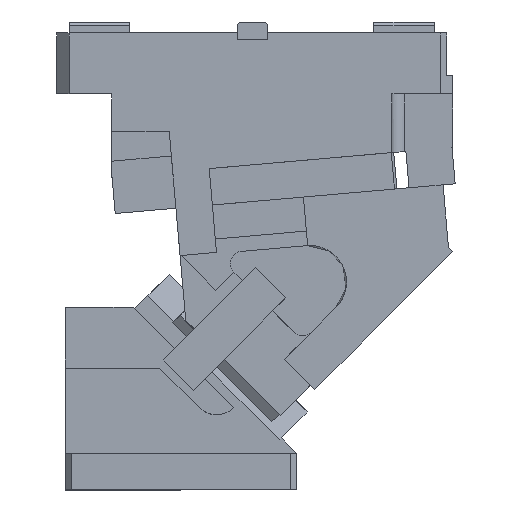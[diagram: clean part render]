
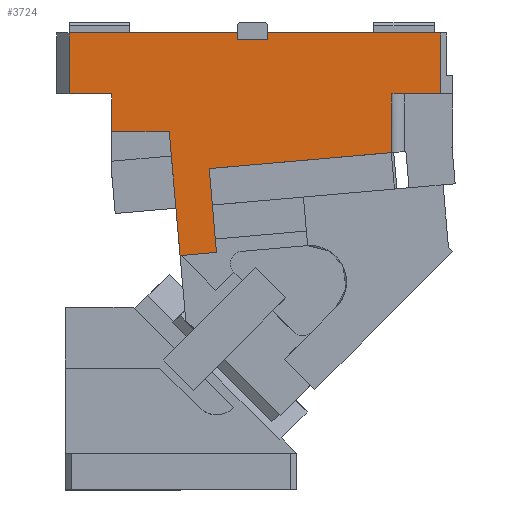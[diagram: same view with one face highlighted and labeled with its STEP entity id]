
A CAD part, front view. The second image highlights one B-rep face of the part: STEP entity #3724.
In plain terms, the highlighted planar face has unit normal (0, -1, 0).
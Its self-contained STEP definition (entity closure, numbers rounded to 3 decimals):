
#2861=CARTESIAN_POINT('Vertex',(38.,-150.,325.)) ;
#2864=CARTESIAN_POINT('Line Origine',(20.5,-150.,325.)) ;
#2868=CARTESIAN_POINT('Vertex',(3.,-150.,325.)) ;
#3082=CARTESIAN_POINT('Vertex',(3.,-150.,375.)) ;
#3085=CARTESIAN_POINT('Line Origine',(72.021,-150.,375.)) ;
#3089=CARTESIAN_POINT('Vertex',(141.042,-150.,375.)) ;
#3579=CARTESIAN_POINT('Vertex',(38.,-150.,294.)) ;
#3582=CARTESIAN_POINT('Line Origine',(38.,-150.,309.5)) ;
#3606=CARTESIAN_POINT('Axis2P3D Location',(317.836,-150.,195.765)) ;
#3611=CARTESIAN_POINT('Line Origine',(109.067,-150.,193.685)) ;
#3615=CARTESIAN_POINT('Vertex',(94.124,-150.,192.378)) ;
#3617=CARTESIAN_POINT('Vertex',(124.01,-150.,194.992)) ;
#3620=CARTESIAN_POINT('Line Origine',(121.003,-150.,229.361)) ;
#3624=CARTESIAN_POINT('Vertex',(117.996,-150.,263.73)) ;
#3627=CARTESIAN_POINT('Line Origine',(192.998,-150.,270.291)) ;
#3631=CARTESIAN_POINT('Vertex',(268.,-150.,276.853)) ;
#3634=CARTESIAN_POINT('Line Origine',(268.,-150.,300.927)) ;
#3638=CARTESIAN_POINT('Vertex',(268.,-150.,325.)) ;
#3641=CARTESIAN_POINT('Line Origine',(288.,-150.,325.)) ;
#3645=CARTESIAN_POINT('Vertex',(308.,-150.,325.)) ;
#3648=CARTESIAN_POINT('Line Origine',(308.,-150.,350.)) ;
#3652=CARTESIAN_POINT('Vertex',(308.,-150.,375.)) ;
#3655=CARTESIAN_POINT('Line Origine',(289.5,-150.,375.)) ;
#3659=CARTESIAN_POINT('Vertex',(271.,-150.,375.)) ;
#3662=CARTESIAN_POINT('Line Origine',(218.521,-150.,375.)) ;
#3666=CARTESIAN_POINT('Vertex',(166.042,-150.,375.)) ;
#3669=CARTESIAN_POINT('Line Origine',(166.042,-150.,372.5)) ;
#3673=CARTESIAN_POINT('Vertex',(166.042,-150.,370.)) ;
#3676=CARTESIAN_POINT('Line Origine',(153.542,-150.,370.)) ;
#3680=CARTESIAN_POINT('Vertex',(141.042,-150.,370.)) ;
#3683=CARTESIAN_POINT('Line Origine',(141.042,-150.,372.5)) ;
#3688=CARTESIAN_POINT('Line Origine',(3.,-150.,350.)) ;
#3693=CARTESIAN_POINT('Line Origine',(61.617,-150.,294.)) ;
#3697=CARTESIAN_POINT('Vertex',(85.234,-150.,294.)) ;
#3700=CARTESIAN_POINT('Line Origine',(89.679,-150.,243.189)) ;
#2865=DIRECTION('Vector Direction',(1.,0.,0.)) ;
#3086=DIRECTION('Vector Direction',(1.,0.,0.)) ;
#3583=DIRECTION('Vector Direction',(0.,0.,-1.)) ;
#3607=DIRECTION('Axis2P3D Direction',(0.,1.,-0.)) ;
#3608=DIRECTION('Axis2P3D XDirection',(-1.,0.,0.)) ;
#3612=DIRECTION('Vector Direction',(-0.996,0.,-0.087)) ;
#3621=DIRECTION('Vector Direction',(-0.087,0.,0.996)) ;
#3628=DIRECTION('Vector Direction',(0.996,0.,0.087)) ;
#3635=DIRECTION('Vector Direction',(0.,0.,1.)) ;
#3642=DIRECTION('Vector Direction',(1.,0.,0.)) ;
#3649=DIRECTION('Vector Direction',(0.,0.,1.)) ;
#3656=DIRECTION('Vector Direction',(1.,0.,0.)) ;
#3663=DIRECTION('Vector Direction',(1.,0.,0.)) ;
#3670=DIRECTION('Vector Direction',(0.,0.,1.)) ;
#3677=DIRECTION('Vector Direction',(1.,0.,0.)) ;
#3684=DIRECTION('Vector Direction',(0.,0.,-1.)) ;
#3689=DIRECTION('Vector Direction',(0.,0.,-1.)) ;
#3694=DIRECTION('Vector Direction',(-1.,0.,0.)) ;
#3701=DIRECTION('Vector Direction',(0.087,0.,-0.996)) ;
#3609=AXIS2_PLACEMENT_3D('Plane Axis2P3D',#3606,#3607,#3608) ;
#3706=ORIENTED_EDGE('',*,*,#3619,.T.) ;
#3707=ORIENTED_EDGE('',*,*,#3626,.T.) ;
#3708=ORIENTED_EDGE('',*,*,#3633,.T.) ;
#3709=ORIENTED_EDGE('',*,*,#3640,.T.) ;
#3710=ORIENTED_EDGE('',*,*,#3647,.T.) ;
#3711=ORIENTED_EDGE('',*,*,#3654,.T.) ;
#3712=ORIENTED_EDGE('',*,*,#3661,.F.) ;
#3713=ORIENTED_EDGE('',*,*,#3668,.F.) ;
#3714=ORIENTED_EDGE('',*,*,#3675,.F.) ;
#3715=ORIENTED_EDGE('',*,*,#3682,.F.) ;
#3716=ORIENTED_EDGE('',*,*,#3687,.F.) ;
#3717=ORIENTED_EDGE('',*,*,#3091,.F.) ;
#3718=ORIENTED_EDGE('',*,*,#3692,.T.) ;
#3719=ORIENTED_EDGE('',*,*,#2870,.T.) ;
#3720=ORIENTED_EDGE('',*,*,#3586,.T.) ;
#3721=ORIENTED_EDGE('',*,*,#3699,.F.) ;
#3722=ORIENTED_EDGE('',*,*,#3704,.T.) ;
#2866=VECTOR('Line Direction',#2865,1.) ;
#3087=VECTOR('Line Direction',#3086,1.) ;
#3584=VECTOR('Line Direction',#3583,1.) ;
#3613=VECTOR('Line Direction',#3612,1.) ;
#3622=VECTOR('Line Direction',#3621,1.) ;
#3629=VECTOR('Line Direction',#3628,1.) ;
#3636=VECTOR('Line Direction',#3635,1.) ;
#3643=VECTOR('Line Direction',#3642,1.) ;
#3650=VECTOR('Line Direction',#3649,1.) ;
#3657=VECTOR('Line Direction',#3656,1.) ;
#3664=VECTOR('Line Direction',#3663,1.) ;
#3671=VECTOR('Line Direction',#3670,1.) ;
#3678=VECTOR('Line Direction',#3677,1.) ;
#3685=VECTOR('Line Direction',#3684,1.) ;
#3690=VECTOR('Line Direction',#3689,1.) ;
#3695=VECTOR('Line Direction',#3694,1.) ;
#3702=VECTOR('Line Direction',#3701,1.) ;
#3724=ADVANCED_FACE('CAM HOLDER',(#3723),#3610,.F.) ;
#2870=EDGE_CURVE('',#2869,#2862,#2867,.T.) ;
#3091=EDGE_CURVE('',#3083,#3090,#3088,.T.) ;
#3586=EDGE_CURVE('',#2862,#3580,#3585,.T.) ;
#3619=EDGE_CURVE('',#3616,#3618,#3614,.F.) ;
#3626=EDGE_CURVE('',#3618,#3625,#3623,.T.) ;
#3633=EDGE_CURVE('',#3625,#3632,#3630,.T.) ;
#3640=EDGE_CURVE('',#3632,#3639,#3637,.T.) ;
#3647=EDGE_CURVE('',#3639,#3646,#3644,.T.) ;
#3654=EDGE_CURVE('',#3646,#3653,#3651,.T.) ;
#3661=EDGE_CURVE('',#3660,#3653,#3658,.T.) ;
#3668=EDGE_CURVE('',#3667,#3660,#3665,.T.) ;
#3675=EDGE_CURVE('',#3674,#3667,#3672,.T.) ;
#3682=EDGE_CURVE('',#3681,#3674,#3679,.T.) ;
#3687=EDGE_CURVE('',#3090,#3681,#3686,.T.) ;
#3692=EDGE_CURVE('',#3083,#2869,#3691,.T.) ;
#3699=EDGE_CURVE('',#3698,#3580,#3696,.T.) ;
#3704=EDGE_CURVE('',#3698,#3616,#3703,.T.) ;
#3705=EDGE_LOOP('',(#3706,#3707,#3708,#3709,#3710,#3711,#3712,#3713,#3714,#3715,#3716,#3717,#3718,#3719,#3720,#3721,#3722)) ;
#3723=FACE_OUTER_BOUND('',#3705,.T.) ;
#2867=LINE('Line',#2864,#2866) ;
#3088=LINE('Line',#3085,#3087) ;
#3585=LINE('Line',#3582,#3584) ;
#3614=LINE('Line',#3611,#3613) ;
#3623=LINE('Line',#3620,#3622) ;
#3630=LINE('Line',#3627,#3629) ;
#3637=LINE('Line',#3634,#3636) ;
#3644=LINE('Line',#3641,#3643) ;
#3651=LINE('Line',#3648,#3650) ;
#3658=LINE('Line',#3655,#3657) ;
#3665=LINE('Line',#3662,#3664) ;
#3672=LINE('Line',#3669,#3671) ;
#3679=LINE('Line',#3676,#3678) ;
#3686=LINE('Line',#3683,#3685) ;
#3691=LINE('Line',#3688,#3690) ;
#3696=LINE('Line',#3693,#3695) ;
#3703=LINE('Line',#3700,#3702) ;
#3610=PLANE('Plane',#3609) ;
#2862=VERTEX_POINT('',#2861) ;
#2869=VERTEX_POINT('',#2868) ;
#3083=VERTEX_POINT('',#3082) ;
#3090=VERTEX_POINT('',#3089) ;
#3580=VERTEX_POINT('',#3579) ;
#3616=VERTEX_POINT('',#3615) ;
#3618=VERTEX_POINT('',#3617) ;
#3625=VERTEX_POINT('',#3624) ;
#3632=VERTEX_POINT('',#3631) ;
#3639=VERTEX_POINT('',#3638) ;
#3646=VERTEX_POINT('',#3645) ;
#3653=VERTEX_POINT('',#3652) ;
#3660=VERTEX_POINT('',#3659) ;
#3667=VERTEX_POINT('',#3666) ;
#3674=VERTEX_POINT('',#3673) ;
#3681=VERTEX_POINT('',#3680) ;
#3698=VERTEX_POINT('',#3697) ;
